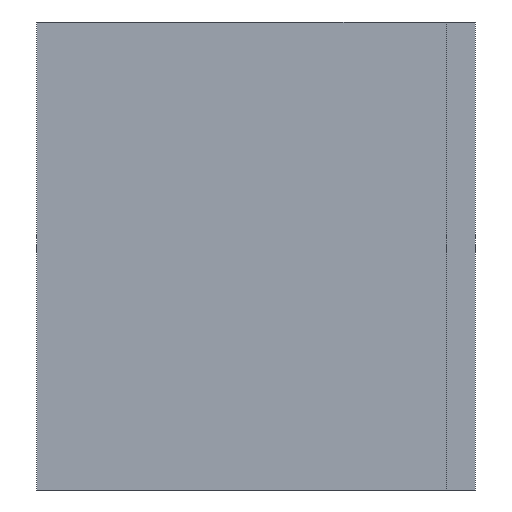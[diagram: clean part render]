
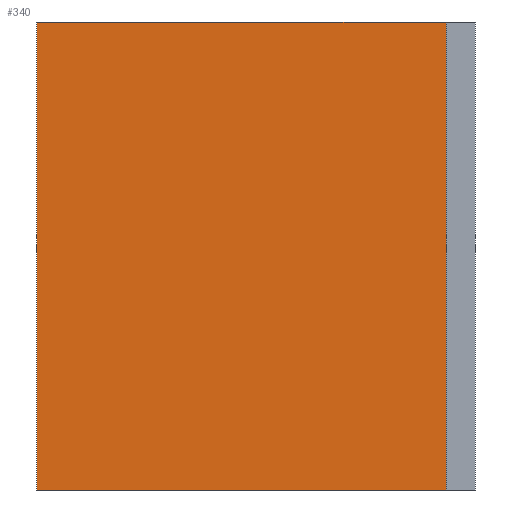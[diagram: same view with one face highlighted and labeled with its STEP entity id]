
A CAD part, left-side view. The second image highlights one B-rep face of the part: STEP entity #340.
In plain terms, the highlighted planar face has unit normal (-1, 0, 0).
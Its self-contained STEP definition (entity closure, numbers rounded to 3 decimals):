
#23=FACE_OUTER_BOUND('',#41,.T.);
#41=EDGE_LOOP('',(#256,#257,#258,#259));
#66=LINE('',#508,#108);
#81=LINE('',#543,#123);
#82=LINE('',#546,#124);
#83=LINE('',#547,#125);
#108=VECTOR('',#410,10.);
#123=VECTOR('',#439,10.);
#124=VECTOR('',#442,10.);
#125=VECTOR('',#443,10.);
#150=VERTEX_POINT('',#505);
#151=VERTEX_POINT('',#507);
#164=VERTEX_POINT('',#541);
#165=VERTEX_POINT('',#545);
#182=EDGE_CURVE('',#151,#150,#66,.T.);
#200=EDGE_CURVE('',#164,#150,#81,.T.);
#201=EDGE_CURVE('',#164,#165,#82,.T.);
#202=EDGE_CURVE('',#165,#151,#83,.T.);
#256=ORIENTED_EDGE('',*,*,#201,.T.);
#257=ORIENTED_EDGE('',*,*,#202,.T.);
#258=ORIENTED_EDGE('',*,*,#182,.T.);
#259=ORIENTED_EDGE('',*,*,#200,.F.);
#325=PLANE('',#384);
#340=ADVANCED_FACE('',(#23),#325,.T.);
#384=AXIS2_PLACEMENT_3D('',#544,#440,#441);
#410=DIRECTION('',(0.,-1.,0.));
#439=DIRECTION('',(0.,0.,-1.));
#440=DIRECTION('center_axis',(-1.,0.,0.));
#441=DIRECTION('ref_axis',(0.,0.,1.));
#442=DIRECTION('',(0.,1.,0.));
#443=DIRECTION('',(0.,0.,-1.));
#505=CARTESIAN_POINT('',(-18.,1.,-8.));
#507=CARTESIAN_POINT('',(-18.,15.,-8.));
#508=CARTESIAN_POINT('',(-18.,1.,-8.));
#541=CARTESIAN_POINT('',(-18.,1.,8.));
#543=CARTESIAN_POINT('',(-18.,1.,0.));
#544=CARTESIAN_POINT('Origin',(-18.,1.,0.));
#545=CARTESIAN_POINT('',(-18.,15.,8.));
#546=CARTESIAN_POINT('',(-18.,1.,8.));
#547=CARTESIAN_POINT('',(-18.,15.,0.));
